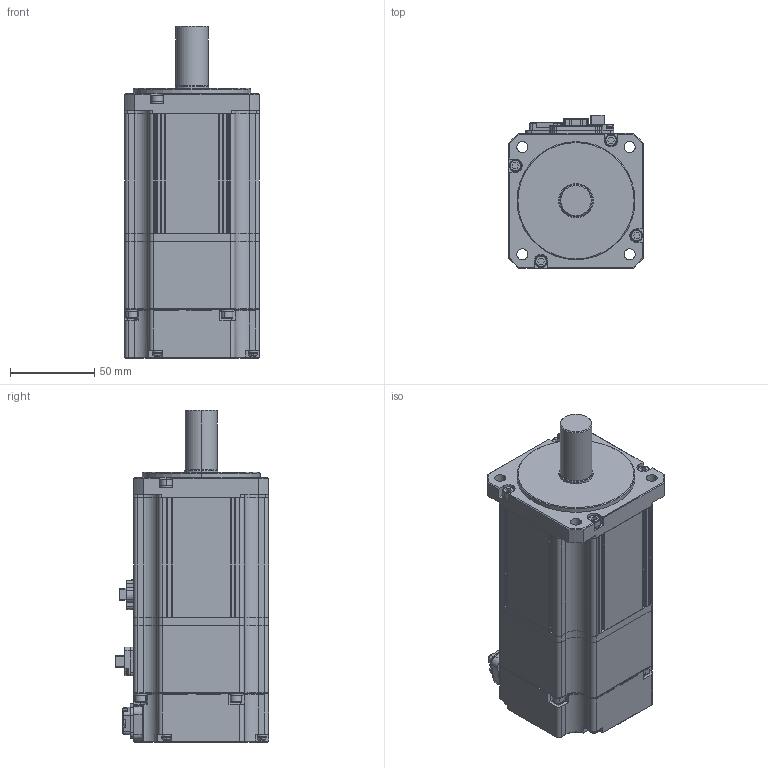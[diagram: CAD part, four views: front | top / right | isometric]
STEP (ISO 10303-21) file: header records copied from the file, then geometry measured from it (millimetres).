
FILE_DESCRIPTION (( 'STEP AP214' ), '1' );
FILE_NAME ('APMC-FCL06AMN2, FCL05DMN2(Ver.1.1).STEP', '2020-10-14T02:41:57', ( '' ), ( '' ), 'SwSTEP 2.0', 'SolidWorks 2020', '' );
FILE_SCHEMA (( 'AUTOMOTIVE_DESIGN' ));
Length unit declared in the file: millimetre
Products named in the file (1): APMC-FCL06AMN2, FCL05DMN2(Ver.1.1)
Bounding box: 80 x 90.8 x 197 mm (x, y, z)
Volume: 903709.6 mm3; surface area: 142951.5 mm2
Topology: 49 solids, 49 shells, 2056 faces, 5348 edges, 3481 vertices
Faces by surface type: plane 1299, cylinder 545, bspline 101, cone 87, torus 24
Entity records: 89962 total; most frequent: CARTESIAN_POINT 16323, ORIENTED_EDGE 10692, DIRECTION 10044, EDGE_CURVE 5346, VECTOR 3704, LINE 3704, VERTEX_POINT 3481, AXIS2_PLACEMENT_3D 3170
